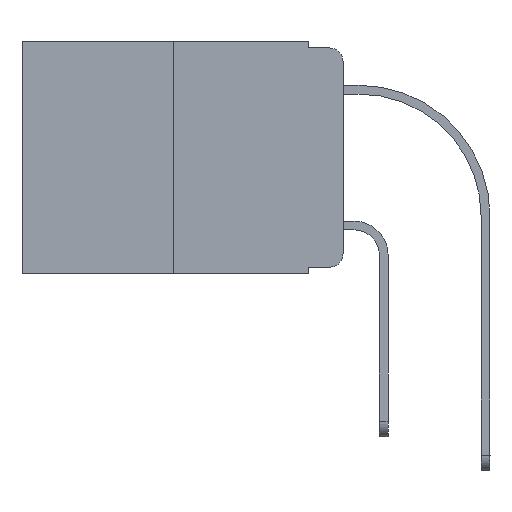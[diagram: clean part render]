
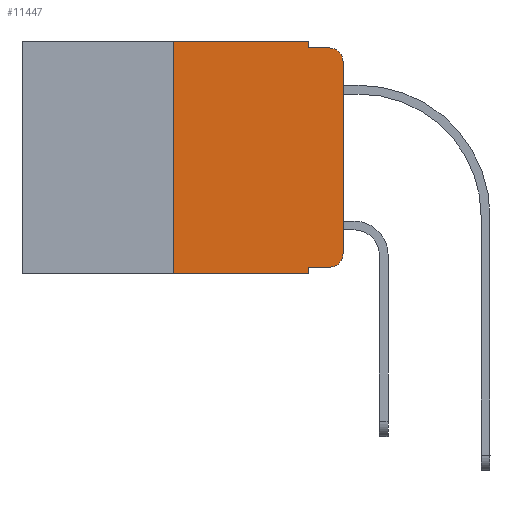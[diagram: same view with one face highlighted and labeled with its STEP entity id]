
A CAD part, left-side view. The second image highlights one B-rep face of the part: STEP entity #11447.
In plain terms, the highlighted planar face has unit normal (-1, 0, 0).
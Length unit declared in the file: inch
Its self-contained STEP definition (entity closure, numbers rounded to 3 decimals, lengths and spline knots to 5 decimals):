
#89 = ORIENTED_EDGE ( 'NONE', *, *, #258, .F. ) ;
#164 = AXIS2_PLACEMENT_3D ( 'NONE', #6768, #3659, #2412 ) ;
#258 = EDGE_CURVE ( 'NONE', #18595, #4175, #1348, .T. ) ;
#1309 = LINE ( 'NONE', #20050, #16421 ) ;
#1348 = LINE ( 'NONE', #10468, #15556 ) ;
#1438 = VERTEX_POINT ( 'NONE', #3555 ) ;
#1831 = CARTESIAN_POINT ( 'NONE',  ( 0., 0.25, 0. ) ) ;
#1908 = LINE ( 'NONE', #18878, #14841 ) ;
#2187 = CARTESIAN_POINT ( 'NONE',  ( 0., 0.051, -0.333 ) ) ;
#2311 = VECTOR ( 'NONE', #13903, 39.37008 ) ;
#2372 = VECTOR ( 'NONE', #17845, 39.37008 ) ;
#2412 = DIRECTION ( 'NONE',  ( 0., 0., -1. ) ) ;
#2996 = DIRECTION ( 'NONE',  ( 0., 0., -1. ) ) ;
#3116 = VECTOR ( 'NONE', #9004, 39.37008 ) ;
#3119 = CARTESIAN_POINT ( 'NONE',  ( 0., 0.051, -0.01 ) ) ;
#3124 = ORIENTED_EDGE ( 'NONE', *, *, #4505, .T. ) ;
#3224 = CARTESIAN_POINT ( 'NONE',  ( 0., 0., -0.313 ) ) ;
#3392 = CARTESIAN_POINT ( 'NONE',  ( 0., 0.25, -0.343 ) ) ;
#3442 = VERTEX_POINT ( 'NONE', #2187 ) ;
#3555 = CARTESIAN_POINT ( 'NONE',  ( 0., 0.051, -0.343 ) ) ;
#3594 = VECTOR ( 'NONE', #17598, 39.37008 ) ;
#3659 = DIRECTION ( 'NONE',  ( 1., 0., 0. ) ) ;
#3868 = ORIENTED_EDGE ( 'NONE', *, *, #12958, .F. ) ;
#3869 = FACE_OUTER_BOUND ( 'NONE', #10740, .T. ) ;
#4175 = VERTEX_POINT ( 'NONE', #1831 ) ;
#4467 = DIRECTION ( 'NONE',  ( 0., 0., 1. ) ) ;
#4494 = LINE ( 'NONE', #13893, #5920 ) ;
#4505 = EDGE_CURVE ( 'NONE', #19550, #18206, #1309, .T. ) ;
#4947 = VERTEX_POINT ( 'NONE', #20416 ) ;
#5920 = VECTOR ( 'NONE', #12243, 39.37008 ) ;
#6238 = LINE ( 'NONE', #9044, #2311 ) ;
#6455 = EDGE_CURVE ( 'NONE', #16196, #10486, #15717, .T. ) ;
#6471 = CIRCLE ( 'NONE', #15043, 0.02 ) ;
#6768 = CARTESIAN_POINT ( 'NONE',  ( 0., 0.473, 0. ) ) ;
#6855 = EDGE_CURVE ( 'NONE', #3442, #15337, #1908, .T. ) ;
#8198 = CARTESIAN_POINT ( 'NONE',  ( 0., 0., -0.03 ) ) ;
#8669 = ORIENTED_EDGE ( 'NONE', *, *, #17063, .T. ) ;
#8814 = AXIS2_PLACEMENT_3D ( 'NONE', #17853, #11659, #16307 ) ;
#9004 = DIRECTION ( 'NONE',  ( 0., -1., 0. ) ) ;
#9044 = CARTESIAN_POINT ( 'NONE',  ( 0., 0.051, 0. ) ) ;
#9203 = LINE ( 'NONE', #15099, #3116 ) ;
#9208 = CARTESIAN_POINT ( 'NONE',  ( 0., 0.051, 0. ) ) ;
#10468 = CARTESIAN_POINT ( 'NONE',  ( 0., 0.25, 0. ) ) ;
#10486 = VERTEX_POINT ( 'NONE', #3119 ) ;
#10740 = EDGE_LOOP ( 'NONE', ( #3124, #16836, #15610, #14237, #18699, #89, #14128, #3868, #11944, #8669 ) ) ;
#11447 = ADVANCED_FACE ( 'NONE', ( #3869 ), #11936, .F. ) ;
#11659 = DIRECTION ( 'NONE',  ( -1., 0., 0. ) ) ;
#11785 = CARTESIAN_POINT ( 'NONE',  ( 0., 0.02, -0.333 ) ) ;
#11936 = PLANE ( 'NONE',  #164 ) ;
#11944 = ORIENTED_EDGE ( 'NONE', *, *, #6855, .T. ) ;
#12243 = DIRECTION ( 'NONE',  ( 0., -1., 0. ) ) ;
#12326 = CARTESIAN_POINT ( 'NONE',  ( 0., 0.051, 0. ) ) ;
#12577 = DIRECTION ( 'NONE',  ( 0., -1., 0. ) ) ;
#12767 = CIRCLE ( 'NONE', #8814, 0.02 ) ;
#12856 = CARTESIAN_POINT ( 'NONE',  ( 0., 0.051, -0.01 ) ) ;
#12958 = EDGE_CURVE ( 'NONE', #3442, #1438, #6238, .T. ) ;
#13158 = EDGE_CURVE ( 'NONE', #10486, #4947, #17504, .T. ) ;
#13893 = CARTESIAN_POINT ( 'NONE',  ( 0., 0.473, -0.343 ) ) ;
#13903 = DIRECTION ( 'NONE',  ( 0., 0., -1. ) ) ;
#14128 = ORIENTED_EDGE ( 'NONE', *, *, #14473, .T. ) ;
#14237 = ORIENTED_EDGE ( 'NONE', *, *, #6455, .F. ) ;
#14473 = EDGE_CURVE ( 'NONE', #18595, #1438, #4494, .T. ) ;
#14841 = VECTOR ( 'NONE', #12577, 39.37008 ) ;
#15043 = AXIS2_PLACEMENT_3D ( 'NONE', #19885, #18732, #2996 ) ;
#15099 = CARTESIAN_POINT ( 'NONE',  ( 0., 0.473, 0. ) ) ;
#15337 = VERTEX_POINT ( 'NONE', #11785 ) ;
#15556 = VECTOR ( 'NONE', #4467, 39.37008 ) ;
#15610 = ORIENTED_EDGE ( 'NONE', *, *, #13158, .F. ) ;
#15717 = LINE ( 'NONE', #9208, #2372 ) ;
#16196 = VERTEX_POINT ( 'NONE', #12326 ) ;
#16284 = EDGE_CURVE ( 'NONE', #18206, #4947, #6471, .T. ) ;
#16307 = DIRECTION ( 'NONE',  ( 0., 0., -1. ) ) ;
#16421 = VECTOR ( 'NONE', #18262, 39.37008 ) ;
#16836 = ORIENTED_EDGE ( 'NONE', *, *, #16284, .T. ) ;
#17063 = EDGE_CURVE ( 'NONE', #15337, #19550, #12767, .T. ) ;
#17504 = LINE ( 'NONE', #12856, #3594 ) ;
#17598 = DIRECTION ( 'NONE',  ( 0., -1., 0. ) ) ;
#17845 = DIRECTION ( 'NONE',  ( 0., 0., -1. ) ) ;
#17853 = CARTESIAN_POINT ( 'NONE',  ( 0., 0.02, -0.313 ) ) ;
#18206 = VERTEX_POINT ( 'NONE', #8198 ) ;
#18262 = DIRECTION ( 'NONE',  ( 0., 0., 1. ) ) ;
#18465 = EDGE_CURVE ( 'NONE', #4175, #16196, #9203, .T. ) ;
#18595 = VERTEX_POINT ( 'NONE', #3392 ) ;
#18699 = ORIENTED_EDGE ( 'NONE', *, *, #18465, .F. ) ;
#18732 = DIRECTION ( 'NONE',  ( -1., 0., 0. ) ) ;
#18878 = CARTESIAN_POINT ( 'NONE',  ( 0., 0.051, -0.333 ) ) ;
#19550 = VERTEX_POINT ( 'NONE', #3224 ) ;
#19885 = CARTESIAN_POINT ( 'NONE',  ( 0., 0.02, -0.03 ) ) ;
#20050 = CARTESIAN_POINT ( 'NONE',  ( 0., 0., 0. ) ) ;
#20416 = CARTESIAN_POINT ( 'NONE',  ( 0., 0.02, -0.01 ) ) ;
